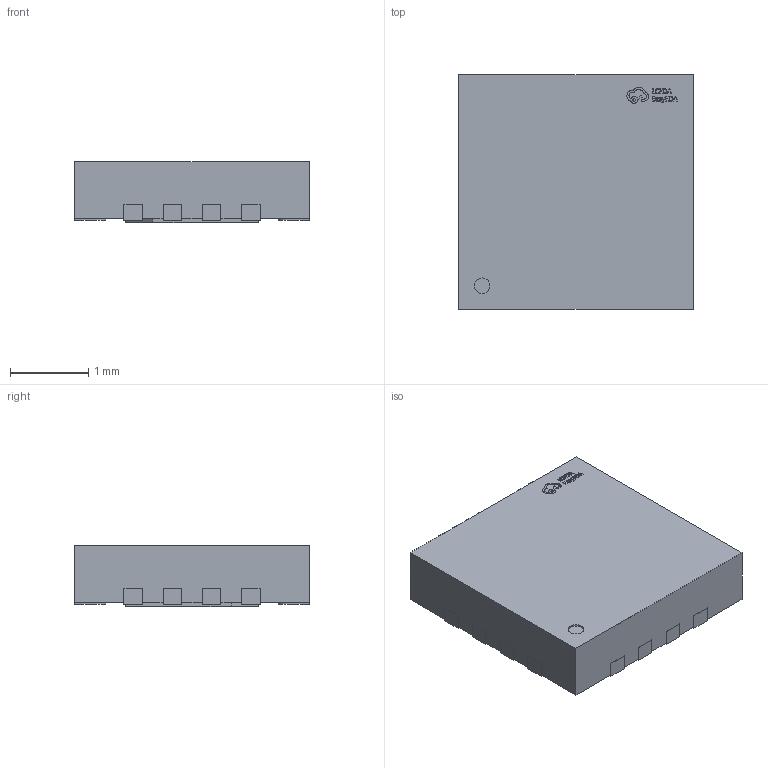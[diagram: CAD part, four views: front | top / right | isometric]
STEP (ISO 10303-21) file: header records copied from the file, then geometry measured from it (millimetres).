
FILE_DESCRIPTION (( 'STEP AP214' ), '1' );
FILE_NAME ('WQFN-16_L3.0-W3.0-P0.50-BL-EP1.7.step', '2022-07-15T04:21:58', ( '' ), ( '' ), 'SwSTEP 2.0', 'SolidWorks 2020', '' );
FILE_SCHEMA (( 'AUTOMOTIVE_DESIGN' ));
Length unit declared in the file: millimetre
Products named in the file (1): WQFN-16_L3.0-W3.0-P0.50-BL-EP1.7
Bounding box: 3 x 3 x 0.78 mm (x, y, z)
Volume: 6.7 mm3; surface area: 27.6 mm2
Topology: 14 solids, 14 shells, 405 faces, 1104 edges, 736 vertices
Faces by surface type: plane 271, bspline 112, cylinder 22
Entity records: 17877 total; most frequent: CARTESIAN_POINT 4350, ORIENTED_EDGE 2208, DIRECTION 1508, EDGE_CURVE 1104, VECTOR 832, LINE 832, VERTEX_POINT 736, EDGE_LOOP 426
